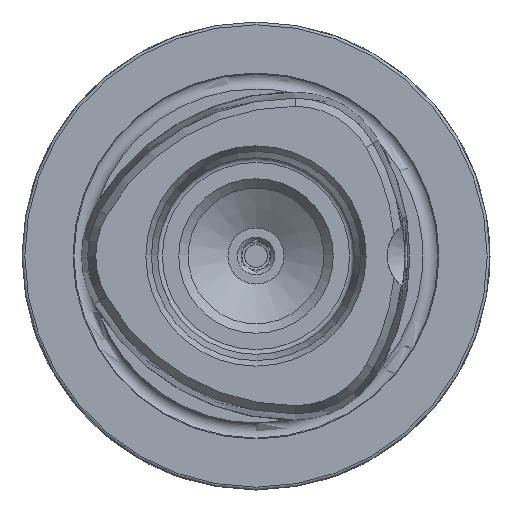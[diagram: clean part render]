
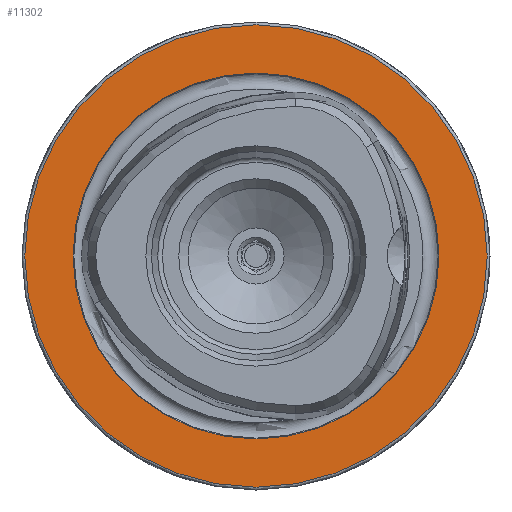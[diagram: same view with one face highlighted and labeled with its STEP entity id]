
A CAD part, left-side view. The second image highlights one B-rep face of the part: STEP entity #11302.
In plain terms, the highlighted planar face has unit normal (-1, 0, 0).
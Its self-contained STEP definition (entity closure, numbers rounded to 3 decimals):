
#87 = FACE_BOUND ( 'NONE', #5435, .T. ) ;
#92 = DIRECTION ( 'NONE',  ( -1., 0., 0. ) ) ;
#1776 = PLANE ( 'NONE',  #8365 ) ;
#1867 = ORIENTED_EDGE ( 'NONE', *, *, #6223, .T. ) ;
#2171 = DIRECTION ( 'NONE',  ( -1., 0., 0. ) ) ;
#2494 = VERTEX_POINT ( 'NONE', #2728 ) ;
#2728 = CARTESIAN_POINT ( 'NONE',  ( 0., 0., 19.55 ) ) ;
#3766 = VERTEX_POINT ( 'NONE', #6236 ) ;
#3815 = AXIS2_PLACEMENT_3D ( 'NONE', #12278, #2171, #7152 ) ;
#4096 = EDGE_CURVE ( 'NONE', #2494, #2494, #6303, .T. ) ;
#5435 = EDGE_LOOP ( 'NONE', ( #5926 ) ) ;
#5544 = FACE_OUTER_BOUND ( 'NONE', #10537, .T. ) ;
#5884 = DIRECTION ( 'NONE',  ( 0., 0., -1. ) ) ;
#5926 = ORIENTED_EDGE ( 'NONE', *, *, #4096, .F. ) ;
#6223 = EDGE_CURVE ( 'NONE', #3766, #3766, #13243, .T. ) ;
#6236 = CARTESIAN_POINT ( 'NONE',  ( 0., 0., 24.7 ) ) ;
#6303 = CIRCLE ( 'NONE', #11116, 19.55 ) ;
#6989 = CARTESIAN_POINT ( 'NONE',  ( 0., 19.55, 0. ) ) ;
#7152 = DIRECTION ( 'NONE',  ( 0., 0., 1. ) ) ;
#8115 = DIRECTION ( 'NONE',  ( 1., 0., 0. ) ) ;
#8365 = AXIS2_PLACEMENT_3D ( 'NONE', #6989, #8115, #5884 ) ;
#9145 = DIRECTION ( 'NONE',  ( 0., 0., 1. ) ) ;
#9224 = CARTESIAN_POINT ( 'NONE',  ( 0., 0., 0. ) ) ;
#10537 = EDGE_LOOP ( 'NONE', ( #1867 ) ) ;
#11116 = AXIS2_PLACEMENT_3D ( 'NONE', #9224, #92, #9145 ) ;
#11302 = ADVANCED_FACE ( 'NONE', ( #87, #5544 ), #1776, .F. ) ;
#12278 = CARTESIAN_POINT ( 'NONE',  ( 0., 0., 0. ) ) ;
#13243 = CIRCLE ( 'NONE', #3815, 24.7 ) ;
